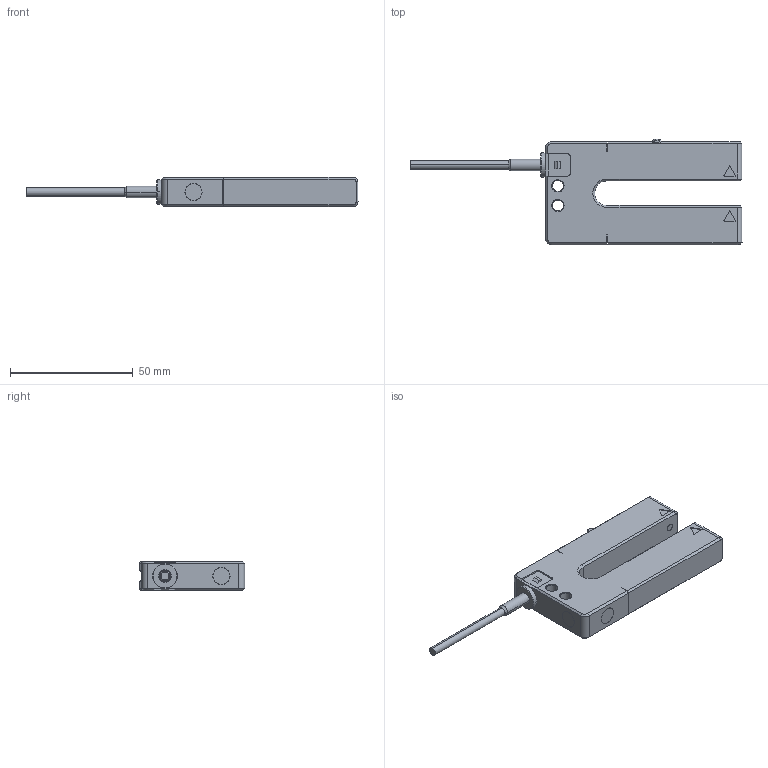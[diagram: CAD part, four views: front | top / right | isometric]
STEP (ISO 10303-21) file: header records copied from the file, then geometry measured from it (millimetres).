
FILE_DESCRIPTION((''),'2;1');
FILE_NAME('137646_SM01_ASM','2022-11-29T13:21:47',('PDMAdmin'),('BANNER ENGINEERING'),'CREO PARAMETRIC BY PTC INC, 2019292','CREO PARAMETRIC BY PTC INC, 2019292','');
FILE_SCHEMA(('CONFIG_CONTROL_DESIGN'));
Length unit declared in the file: millimetre
Products named in the file (2): 137646_EP01; 137646_SM01_ASM
Assembly tree (1 placements, depth 2):
  137646_SM01_ASM
    137646_EP01
Bounding box: 135.25 x 43 x 12 mm (x, y, z)
Volume: 33135.7 mm3; surface area: 10838.1 mm2
Topology: 1 solids, 1 shells, 236 faces, 568 edges, 360 vertices
Faces by surface type: plane 123, cylinder 77, cone 30, torus 6
Entity records: 7457 total; most frequent: CARTESIAN_POINT 1791, DIRECTION 1188, ORIENTED_EDGE 1136, EDGE_CURVE 568, AXIS2_PLACEMENT_3D 409, VECTOR 370, LINE 370, VERTEX_POINT 360
